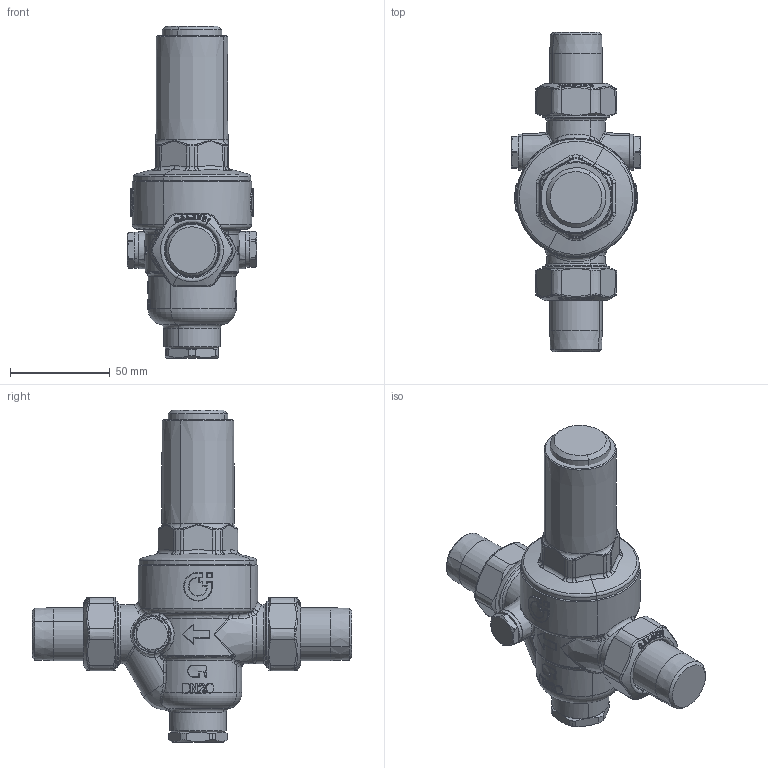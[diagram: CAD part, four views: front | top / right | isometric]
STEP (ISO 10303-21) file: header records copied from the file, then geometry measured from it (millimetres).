
FILE_DESCRIPTION(('CATIA V5 STEP Exchange'),'2;1');
FILE_NAME('STEP_536055_-_TST.stp','2017-09-25T13:55:02+00:00',('none'),('none'),'CATIA Version 5-6 Release 2014 SP5','CATIA V5 STEP AP203','none');
FILE_SCHEMA(('CONFIG_CONTROL_DESIGN'));
Length unit declared in the file: millimetre
Products named in the file (1): 536055 - TST
Bounding box: 65 x 160 x 166.3 mm (x, y, z)
Surface area: 45282.2 mm2 (no closed solid volume)
Topology: 0 solids, 23 shells, 1129 faces, 3247 edges, 1999 vertices
Faces by surface type: bspline 583, plane 184, cylinder 129, cone 112, torus 63, sphere 58
Entity records: 57880 total; most frequent: CARTESIAN_POINT 37457, ORIENTED_EDGE 5368, EDGE_CURVE 3189, VERTEX_POINT 1999, DIRECTION 1976, B_SPLINE_CURVE_WITH_KNOTS 1581, ADVANCED_FACE 1129, EDGE_LOOP 1129
